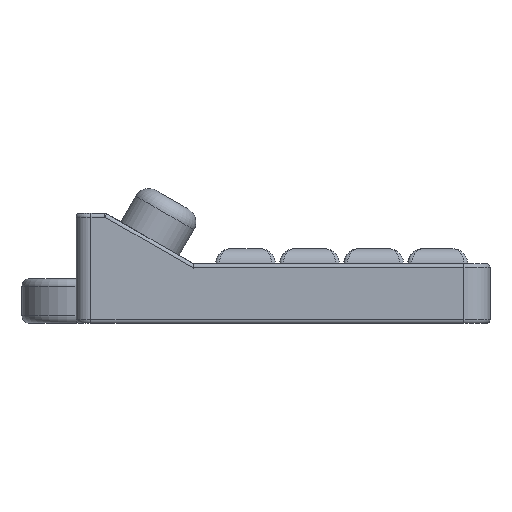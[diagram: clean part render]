
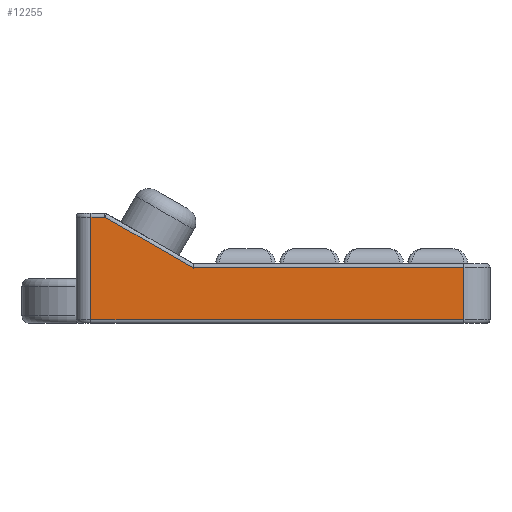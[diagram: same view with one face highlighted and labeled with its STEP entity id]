
A CAD part, left-side view. The second image highlights one B-rep face of the part: STEP entity #12255.
In plain terms, the highlighted planar face has unit normal (-1, 0, 0).
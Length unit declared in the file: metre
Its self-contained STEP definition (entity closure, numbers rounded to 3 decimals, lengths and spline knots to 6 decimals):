
#180=ELLIPSE('',#13770,0.000289,0.00025);
#2116=ORIENTED_EDGE('',*,*,#5468,.T.);
#2117=ORIENTED_EDGE('',*,*,#5469,.T.);
#2118=ORIENTED_EDGE('',*,*,#5470,.T.);
#2119=ORIENTED_EDGE('',*,*,#5471,.T.);
#2120=ORIENTED_EDGE('',*,*,#5472,.T.);
#2121=ORIENTED_EDGE('',*,*,#5473,.T.);
#2122=ORIENTED_EDGE('',*,*,#5474,.T.);
#5468=EDGE_CURVE('',#7160,#7161,#8175,.F.);
#5469=EDGE_CURVE('',#7161,#7162,#8176,.F.);
#5470=EDGE_CURVE('',#7162,#7163,#8177,.F.);
#5471=EDGE_CURVE('',#7163,#7164,#8178,.T.);
#5472=EDGE_CURVE('',#7164,#7165,#8179,.T.);
#5473=EDGE_CURVE('',#7165,#7166,#180,.F.);
#5474=EDGE_CURVE('',#7166,#7160,#8180,.F.);
#7160=VERTEX_POINT('',#20474);
#7161=VERTEX_POINT('',#20475);
#7162=VERTEX_POINT('',#20477);
#7163=VERTEX_POINT('',#20479);
#7164=VERTEX_POINT('',#20481);
#7165=VERTEX_POINT('',#20483);
#7166=VERTEX_POINT('',#20485);
#8175=LINE('',#20473,#9190);
#8176=LINE('',#20476,#9191);
#8177=LINE('',#20478,#9192);
#8178=LINE('',#20480,#9193);
#8179=LINE('',#20482,#9194);
#8180=LINE('',#20486,#9195);
#9190=VECTOR('',#15811,1.);
#9191=VECTOR('',#15812,1.);
#9192=VECTOR('',#15813,1.);
#9193=VECTOR('',#15814,1.);
#9194=VECTOR('',#15815,1.);
#9195=VECTOR('',#15818,1.);
#10159=EDGE_LOOP('',(#2116,#2117,#2118,#2119,#2120,#2121,#2122));
#11054=FACE_BOUND('',#10159,.T.);
#11850=PLANE('',#13769);
#12255=ADVANCED_FACE('',(#11054),#11850,.F.);
#13769=AXIS2_PLACEMENT_3D('',#20472,#15809,#15810);
#13770=AXIS2_PLACEMENT_3D('',#20484,#15816,#15817);
#15809=DIRECTION('',(1.,0.,0.));
#15810=DIRECTION('',(0.,1.,0.));
#15811=DIRECTION('',(0.,-1.,0.));
#15812=DIRECTION('',(0.,0.,1.));
#15813=DIRECTION('',(0.,1.,0.));
#15814=DIRECTION('',(0.,0.,1.));
#15815=DIRECTION('',(0.,1.,0.));
#15816=DIRECTION('',(0.,1.,0.));
#15817=DIRECTION('',(0.,0.,1.));
#15818=DIRECTION('',(0.,-0.866,-0.5));
#20472=CARTESIAN_POINT('',(-0.025,0.015866,0.001957));
#20473=CARTESIAN_POINT('',(-0.025,0.017814,0.005135));
#20474=CARTESIAN_POINT('',(-0.025,0.015881,0.005135));
#20475=CARTESIAN_POINT('',(-0.025,0.016814,0.005135));
#20476=CARTESIAN_POINT('',(-0.025,0.016814,-0.00175));
#20477=CARTESIAN_POINT('',(-0.025,0.016814,-0.00175));
#20478=CARTESIAN_POINT('',(-0.025,0.00995,-0.00175));
#20479=CARTESIAN_POINT('',(-0.025,-0.0082,-0.00175));
#20480=CARTESIAN_POINT('',(-0.025,-0.0082,0.));
#20481=CARTESIAN_POINT('',(-0.025,-0.0082,0.00175));
#20482=CARTESIAN_POINT('',(-0.025,0.000875,0.00175));
#20483=CARTESIAN_POINT('',(-0.024999,0.00995,0.00175));
#20484=CARTESIAN_POINT('',(-0.02475,0.00995,0.001711));
#20485=CARTESIAN_POINT('',(-0.025,0.00995,0.001711));
#20486=CARTESIAN_POINT('',(-0.025,0.015939,0.005169));
